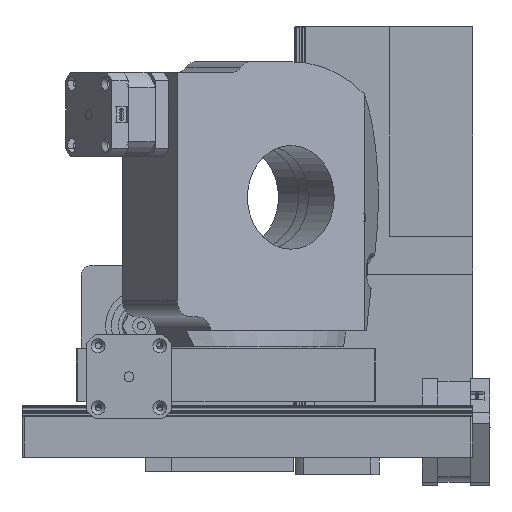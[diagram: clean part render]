
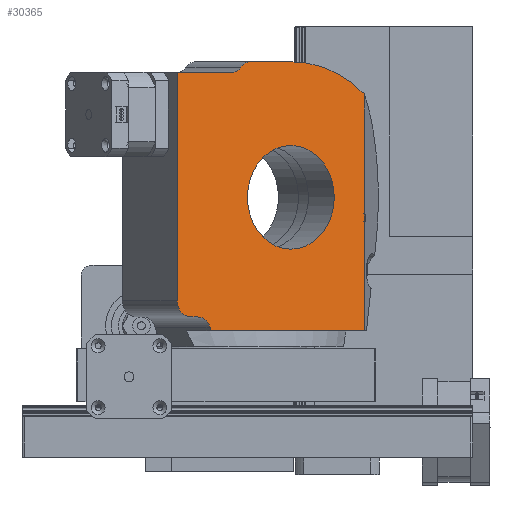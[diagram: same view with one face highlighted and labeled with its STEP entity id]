
A CAD part, left-side view. The second image highlights one B-rep face of the part: STEP entity #30365.
In plain terms, the highlighted face is planar.
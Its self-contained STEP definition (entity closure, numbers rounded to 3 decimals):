
#1237=FACE_BOUND('',#6005,.T.);
#2077=PLANE('',#33411);
#3775=FACE_OUTER_BOUND('',#6004,.T.);
#6004=EDGE_LOOP('',(#26686,#26687,#26688,#26689,#26690,#26691,#26692,#26693,
#26694,#26695,#26696,#26697,#26698,#26699));
#6005=EDGE_LOOP('',(#26700));
#8316=LINE('',#53282,#10626);
#8320=LINE('',#53298,#10630);
#8326=LINE('',#53310,#10636);
#8327=LINE('',#53314,#10637);
#8328=LINE('',#53317,#10638);
#8329=LINE('',#53318,#10639);
#8330=LINE('',#53319,#10640);
#8331=LINE('',#53320,#10641);
#8332=LINE('',#53325,#10642);
#10626=VECTOR('',#41485,1000.);
#10630=VECTOR('',#41509,1000.);
#10636=VECTOR('',#41521,1000.);
#10637=VECTOR('',#41524,1000.);
#10638=VECTOR('',#41527,1000.);
#10639=VECTOR('',#41528,1000.);
#10640=VECTOR('',#41529,1000.);
#10641=VECTOR('',#41530,1000.);
#10642=VECTOR('',#41535,1000.);
#11962=CIRCLE('',#33318,26.);
#11978=CIRCLE('',#33346,68.);
#12008=CIRCLE('',#33412,8.);
#12009=CIRCLE('',#33413,8.);
#12010=CIRCLE('',#33414,8.);
#12011=CIRCLE('',#33415,8.);
#14597=VERTEX_POINT('',#53095);
#14618=VERTEX_POINT('',#53151);
#14621=VERTEX_POINT('',#53157);
#14654=VERTEX_POINT('',#53262);
#14655=VERTEX_POINT('',#53263);
#14661=VERTEX_POINT('',#53279);
#14662=VERTEX_POINT('',#53281);
#14664=VERTEX_POINT('',#53296);
#14666=VERTEX_POINT('',#53308);
#14667=VERTEX_POINT('',#53309);
#14668=VERTEX_POINT('',#53311);
#14669=VERTEX_POINT('',#53313);
#14670=VERTEX_POINT('',#53315);
#14671=VERTEX_POINT('',#53321);
#14672=VERTEX_POINT('',#53323);
#18592=EDGE_CURVE('',#14597,#14597,#11962,.T.);
#18623=EDGE_CURVE('',#14618,#14621,#11978,.T.);
#18678=EDGE_CURVE('',#14661,#14662,#8316,.T.);
#18682=EDGE_CURVE('',#14621,#14664,#8320,.T.);
#18688=EDGE_CURVE('',#14666,#14667,#8326,.T.);
#18689=EDGE_CURVE('',#14667,#14668,#12008,.T.);
#18690=EDGE_CURVE('',#14669,#14668,#8327,.T.);
#18691=EDGE_CURVE('',#14670,#14669,#12009,.T.);
#18692=EDGE_CURVE('',#14670,#14662,#8328,.T.);
#18693=EDGE_CURVE('',#14661,#14655,#8329,.T.);
#18694=EDGE_CURVE('',#14655,#14654,#8330,.T.);
#18695=EDGE_CURVE('',#14654,#14618,#8331,.T.);
#18696=EDGE_CURVE('',#14671,#14664,#12010,.T.);
#18697=EDGE_CURVE('',#14672,#14671,#12011,.T.);
#18698=EDGE_CURVE('',#14666,#14672,#8332,.T.);
#26686=ORIENTED_EDGE('',*,*,#18688,.T.);
#26687=ORIENTED_EDGE('',*,*,#18689,.T.);
#26688=ORIENTED_EDGE('',*,*,#18690,.F.);
#26689=ORIENTED_EDGE('',*,*,#18691,.F.);
#26690=ORIENTED_EDGE('',*,*,#18692,.T.);
#26691=ORIENTED_EDGE('',*,*,#18678,.F.);
#26692=ORIENTED_EDGE('',*,*,#18693,.T.);
#26693=ORIENTED_EDGE('',*,*,#18694,.T.);
#26694=ORIENTED_EDGE('',*,*,#18695,.T.);
#26695=ORIENTED_EDGE('',*,*,#18623,.T.);
#26696=ORIENTED_EDGE('',*,*,#18682,.T.);
#26697=ORIENTED_EDGE('',*,*,#18696,.F.);
#26698=ORIENTED_EDGE('',*,*,#18697,.F.);
#26699=ORIENTED_EDGE('',*,*,#18698,.F.);
#26700=ORIENTED_EDGE('',*,*,#18592,.T.);
#30365=ADVANCED_FACE('',(#3775,#1237),#2077,.F.);
#33318=AXIS2_PLACEMENT_3D('',#53096,#41296,#41297);
#33346=AXIS2_PLACEMENT_3D('',#53159,#41363,#41364);
#33411=AXIS2_PLACEMENT_3D('',#53307,#41519,#41520);
#33412=AXIS2_PLACEMENT_3D('',#53312,#41522,#41523);
#33413=AXIS2_PLACEMENT_3D('',#53316,#41525,#41526);
#33414=AXIS2_PLACEMENT_3D('',#53322,#41531,#41532);
#33415=AXIS2_PLACEMENT_3D('',#53324,#41533,#41534);
#41296=DIRECTION('center_axis',(0.,0.,1.));
#41297=DIRECTION('ref_axis',(0.,-1.,0.));
#41363=DIRECTION('center_axis',(0.,0.,-1.));
#41364=DIRECTION('ref_axis',(0.,1.,0.));
#41485=DIRECTION('',(0.,1.,0.));
#41509=DIRECTION('',(0.,1.,0.));
#41519=DIRECTION('center_axis',(0.,0.,1.));
#41520=DIRECTION('ref_axis',(0.,1.,0.));
#41521=DIRECTION('',(1.,0.,0.));
#41522=DIRECTION('center_axis',(0.,0.,-1.));
#41523=DIRECTION('ref_axis',(0.,1.,0.));
#41524=DIRECTION('',(0.,1.,0.));
#41525=DIRECTION('center_axis',(0.,0.,-1.));
#41526=DIRECTION('ref_axis',(0.,1.,0.));
#41527=DIRECTION('',(0.938,-0.347,0.));
#41528=DIRECTION('',(-1.,0.,0.));
#41529=DIRECTION('',(-1.,0.,0.));
#41530=DIRECTION('',(-1.,0.,0.));
#41531=DIRECTION('center_axis',(0.,0.,1.));
#41532=DIRECTION('ref_axis',(0.,1.,0.));
#41533=DIRECTION('center_axis',(0.,0.,-1.));
#41534=DIRECTION('ref_axis',(0.,1.,0.));
#41535=DIRECTION('',(0.,-1.,0.));
#53095=CARTESIAN_POINT('',(-10.14,191.351,101.655));
#53096=CARTESIAN_POINT('Origin',(-10.14,165.351,101.655));
#53151=CARTESIAN_POINT('',(-62.008,121.377,101.656));
#53157=CARTESIAN_POINT('',(-78.14,165.351,101.655));
#53159=CARTESIAN_POINT('Origin',(-10.14,165.351,101.655));
#53262=CARTESIAN_POINT('',(-1.872,121.377,101.656));
#53263=CARTESIAN_POINT('',(2.063,121.377,101.656));
#53279=CARTESIAN_POINT('',(56.86,121.377,101.656));
#53281=CARTESIAN_POINT('',(56.86,213.062,101.655));
#53282=CARTESIAN_POINT('',(56.86,165.351,101.655));
#53296=CARTESIAN_POINT('',(-78.14,190.215,101.655));
#53298=CARTESIAN_POINT('',(-78.14,177.783,101.655));
#53307=CARTESIAN_POINT('Origin',(-6.64,167.573,101.655));
#53308=CARTESIAN_POINT('',(-72.665,233.351,101.655));
#53309=CARTESIAN_POINT('',(41.86,233.351,101.655));
#53310=CARTESIAN_POINT('',(-45.402,233.351,101.655));
#53311=CARTESIAN_POINT('',(49.86,225.351,101.655));
#53312=CARTESIAN_POINT('Origin',(41.86,225.351,101.655));
#53313=CARTESIAN_POINT('',(49.86,221.222,101.655));
#53314=CARTESIAN_POINT('',(49.86,223.286,101.655));
#53315=CARTESIAN_POINT('',(55.084,213.719,101.655));
#53316=CARTESIAN_POINT('Origin',(57.86,221.222,101.655));
#53317=CARTESIAN_POINT('',(59.972,211.91,101.655));
#53318=CARTESIAN_POINT('',(77.86,121.377,101.656));
#53319=CARTESIAN_POINT('',(56.86,121.377,101.656));
#53320=CARTESIAN_POINT('',(77.86,121.377,101.656));
#53321=CARTESIAN_POINT('',(-75.427,195.367,101.655));
#53322=CARTESIAN_POINT('Origin',(-70.19,189.32,101.655));
#53323=CARTESIAN_POINT('',(-72.665,201.414,101.655));
#53324=CARTESIAN_POINT('Origin',(-80.665,201.414,101.655));
#53325=CARTESIAN_POINT('',(-72.665,217.382,101.655));
